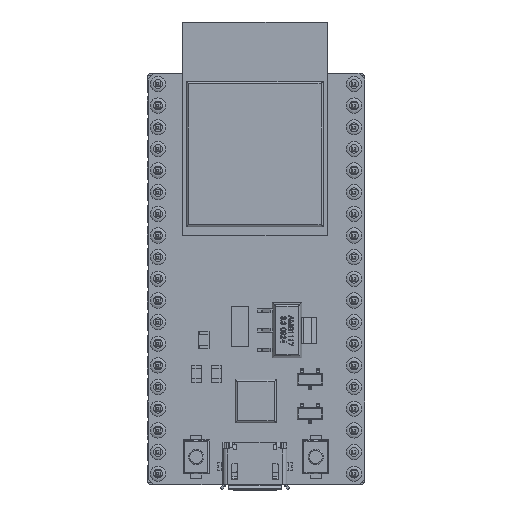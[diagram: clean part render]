
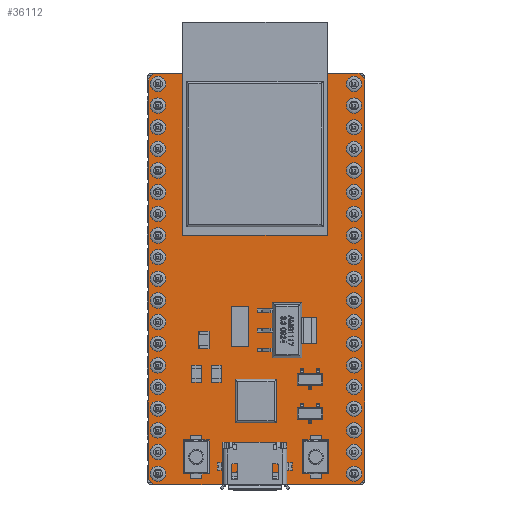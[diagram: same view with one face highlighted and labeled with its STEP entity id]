
A CAD part, top view. The second image highlights one B-rep face of the part: STEP entity #36112.
In plain terms, the highlighted planar face has unit normal (0, 0, 1).
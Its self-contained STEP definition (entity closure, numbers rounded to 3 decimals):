
#1867=CIRCLE('',#38849,1.);
#1869=CIRCLE('',#38852,1.);
#1871=CIRCLE('',#38856,1.);
#1874=CIRCLE('',#38861,1.);
#3857=FACE_OUTER_BOUND('',#5964,.T.);
#5964=EDGE_LOOP('',(#32261,#32262,#32263,#32264,#32265,#32266,#32267,#32268));
#10118=LINE('',#60886,#14195);
#10122=LINE('',#60895,#14199);
#10128=LINE('',#60915,#14205);
#10132=LINE('',#60929,#14209);
#14195=VECTOR('',#47970,10.);
#14199=VECTOR('',#47976,10.);
#14205=VECTOR('',#47996,10.);
#14209=VECTOR('',#48016,10.);
#17362=VERTEX_POINT('',#60882);
#17364=VERTEX_POINT('',#60885);
#17366=VERTEX_POINT('',#60891);
#17368=VERTEX_POINT('',#60894);
#17370=VERTEX_POINT('',#60900);
#17372=VERTEX_POINT('',#60906);
#17374=VERTEX_POINT('',#60912);
#17377=VERTEX_POINT('',#60925);
#22338=EDGE_CURVE('',#17364,#17362,#10118,.T.);
#22342=EDGE_CURVE('',#17368,#17366,#10122,.T.);
#22345=EDGE_CURVE('',#17368,#17370,#1867,.T.);
#22348=EDGE_CURVE('',#17372,#17366,#1869,.T.);
#22352=EDGE_CURVE('',#17372,#17374,#10128,.T.);
#22354=EDGE_CURVE('',#17364,#17374,#1871,.T.);
#22358=EDGE_CURVE('',#17377,#17362,#1874,.T.);
#22360=EDGE_CURVE('',#17377,#17370,#10132,.T.);
#32261=ORIENTED_EDGE('',*,*,#22360,.T.);
#32262=ORIENTED_EDGE('',*,*,#22345,.F.);
#32263=ORIENTED_EDGE('',*,*,#22342,.T.);
#32264=ORIENTED_EDGE('',*,*,#22348,.F.);
#32265=ORIENTED_EDGE('',*,*,#22352,.T.);
#32266=ORIENTED_EDGE('',*,*,#22354,.F.);
#32267=ORIENTED_EDGE('',*,*,#22338,.T.);
#32268=ORIENTED_EDGE('',*,*,#22358,.F.);
#34142=PLANE('',#38862);
#36112=ADVANCED_FACE('',(#3857),#34142,.T.);
#38849=AXIS2_PLACEMENT_3D('',#60901,#47981,#47982);
#38852=AXIS2_PLACEMENT_3D('',#60907,#47988,#47989);
#38856=AXIS2_PLACEMENT_3D('',#60918,#48000,#48001);
#38861=AXIS2_PLACEMENT_3D('',#60926,#48011,#48012);
#38862=AXIS2_PLACEMENT_3D('',#60928,#48014,#48015);
#47970=DIRECTION('',(0.,1.,0.));
#47976=DIRECTION('',(0.,-1.,0.));
#47981=DIRECTION('center_axis',(0.,0.,-1.));
#47982=DIRECTION('ref_axis',(-0.707,0.707,0.));
#47988=DIRECTION('center_axis',(0.,0.,-1.));
#47989=DIRECTION('ref_axis',(-0.707,-0.707,0.));
#47996=DIRECTION('',(1.,0.,0.));
#48000=DIRECTION('center_axis',(0.,0.,-1.));
#48001=DIRECTION('ref_axis',(0.707,-0.707,0.));
#48011=DIRECTION('center_axis',(0.,0.,-1.));
#48012=DIRECTION('ref_axis',(0.707,0.707,0.));
#48014=DIRECTION('center_axis',(0.,0.,1.));
#48015=DIRECTION('ref_axis',(1.,0.,0.));
#48016=DIRECTION('',(-1.,0.,0.));
#60882=CARTESIAN_POINT('',(13.4,23.,1.6));
#60885=CARTESIAN_POINT('',(13.4,-23.26,1.6));
#60886=CARTESIAN_POINT('',(13.4,24.,1.6));
#60891=CARTESIAN_POINT('',(-12.,-23.26,1.6));
#60894=CARTESIAN_POINT('',(-12.,23.,1.6));
#60895=CARTESIAN_POINT('',(-12.,-24.26,1.6));
#60900=CARTESIAN_POINT('',(-11.,24.,1.6));
#60901=CARTESIAN_POINT('Origin',(-11.,23.,1.6));
#60906=CARTESIAN_POINT('',(-11.,-24.26,1.6));
#60907=CARTESIAN_POINT('Origin',(-11.,-23.26,1.6));
#60912=CARTESIAN_POINT('',(12.4,-24.26,1.6));
#60915=CARTESIAN_POINT('',(13.4,-24.26,1.6));
#60918=CARTESIAN_POINT('Origin',(12.4,-23.26,1.6));
#60925=CARTESIAN_POINT('',(12.4,24.,1.6));
#60926=CARTESIAN_POINT('Origin',(12.4,23.,1.6));
#60928=CARTESIAN_POINT('Origin',(0.7,-0.13,1.6));
#60929=CARTESIAN_POINT('',(-12.,24.,1.6));
